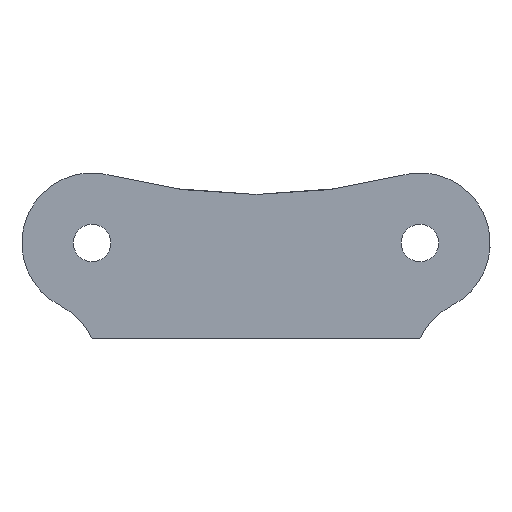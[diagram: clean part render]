
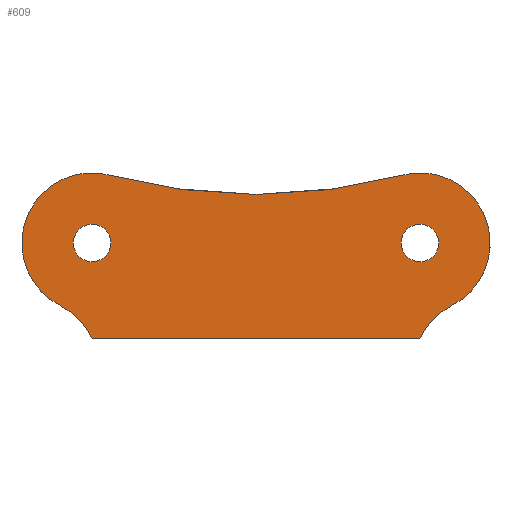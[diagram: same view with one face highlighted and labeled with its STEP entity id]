
A CAD part, left-side view. The second image highlights one B-rep face of the part: STEP entity #609.
In plain terms, the highlighted planar face has unit normal (-1, 0, 0).
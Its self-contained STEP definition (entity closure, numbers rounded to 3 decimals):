
#2=CARTESIAN_POINT('',(-65.,-35.,-15.));
#3=DIRECTION('',(1.,0.,0.));
#4=DIRECTION('',(0.,0.259,0.966));
#5=AXIS2_PLACEMENT_3D('',#2,#3,#4);
#7=DIRECTION('',(0.,1.,0.));
#8=VECTOR('',#7,70.);
#9=CARTESIAN_POINT('',(-65.,-35.,-35.475));
#10=LINE('',#9,#8);
#11=CARTESIAN_POINT('',(-65.,35.,-15.));
#12=DIRECTION('',(1.,0.,0.));
#13=DIRECTION('',(0.,0.455,-0.891));
#14=AXIS2_PLACEMENT_3D('',#11,#12,#13);
#16=CARTESIAN_POINT('',(-65.,0.,115.384));
#17=DIRECTION('',(-1.,0.,0.));
#18=DIRECTION('',(0.,0.259,-0.966));
#19=AXIS2_PLACEMENT_3D('',#16,#17,#18);
#21=CARTESIAN_POINT('',(-65.,35.,-15.));
#22=DIRECTION('',(1.,0.,0.));
#23=DIRECTION('',(0.,0.,-1.));
#24=AXIS2_PLACEMENT_3D('',#21,#22,#23);
#26=CARTESIAN_POINT('',(-65.,35.,-15.));
#27=DIRECTION('',(1.,0.,0.));
#28=DIRECTION('',(0.,0.,1.));
#29=AXIS2_PLACEMENT_3D('',#26,#27,#28);
#31=CARTESIAN_POINT('',(-65.,-35.,-15.));
#32=DIRECTION('',(1.,0.,0.));
#33=DIRECTION('',(0.,0.,-1.));
#34=AXIS2_PLACEMENT_3D('',#31,#32,#33);
#36=CARTESIAN_POINT('',(-65.,-35.,-15.));
#37=DIRECTION('',(1.,0.,0.));
#38=DIRECTION('',(0.,0.,1.));
#39=AXIS2_PLACEMENT_3D('',#36,#37,#38);
#209=CARTESIAN_POINT('',(-65.,48.638,-41.721));
#210=DIRECTION('',(1.,0.,0.));
#211=DIRECTION('',(0.,-0.455,0.891));
#212=AXIS2_PLACEMENT_3D('',#209,#210,#211);
#272=CARTESIAN_POINT('',(-65.,-48.638,-41.721));
#273=DIRECTION('',(1.,0.,0.));
#274=DIRECTION('',(0.,0.909,0.416));
#275=AXIS2_PLACEMENT_3D('',#272,#273,#274);
#476=CARTESIAN_POINT('',(-65.,31.111,-0.513));
#477=CARTESIAN_POINT('',(-65.,-31.111,-0.513));
#478=VERTEX_POINT('',#476);
#479=VERTEX_POINT('',#477);
#484=CARTESIAN_POINT('',(-65.,-35.,-35.475));
#485=CARTESIAN_POINT('',(-65.,35.,-35.475));
#486=VERTEX_POINT('',#484);
#487=VERTEX_POINT('',#485);
#506=CARTESIAN_POINT('',(-65.,41.819,-28.36));
#507=VERTEX_POINT('',#506);
#508=CARTESIAN_POINT('',(-65.,-41.819,-28.36));
#509=VERTEX_POINT('',#508);
#570=CARTESIAN_POINT('',(-65.,35.,-19.));
#571=VERTEX_POINT('',#570);
#572=CARTESIAN_POINT('',(-65.,35.,-11.));
#573=VERTEX_POINT('',#572);
#574=CARTESIAN_POINT('',(-65.,-35.,-19.));
#575=VERTEX_POINT('',#574);
#576=CARTESIAN_POINT('',(-65.,-35.,-11.));
#577=VERTEX_POINT('',#576);
#578=CARTESIAN_POINT('',(-65.,0.,0.));
#579=DIRECTION('',(1.,0.,0.));
#580=DIRECTION('',(0.,0.,-1.));
#581=AXIS2_PLACEMENT_3D('',#578,#579,#580);
#582=PLANE('',#581);
#584=ORIENTED_EDGE('',*,*,#583,.T.);
#586=ORIENTED_EDGE('',*,*,#585,.F.);
#588=ORIENTED_EDGE('',*,*,#587,.T.);
#590=ORIENTED_EDGE('',*,*,#589,.F.);
#592=ORIENTED_EDGE('',*,*,#591,.T.);
#594=ORIENTED_EDGE('',*,*,#593,.T.);
#595=EDGE_LOOP('',(#584,#586,#588,#590,#592,#594));
#596=FACE_OUTER_BOUND('',#595,.F.);
#598=ORIENTED_EDGE('',*,*,#597,.F.);
#600=ORIENTED_EDGE('',*,*,#599,.F.);
#601=EDGE_LOOP('',(#598,#600));
#602=FACE_BOUND('',#601,.F.);
#604=ORIENTED_EDGE('',*,*,#603,.F.);
#606=ORIENTED_EDGE('',*,*,#605,.F.);
#607=EDGE_LOOP('',(#604,#606));
#608=FACE_BOUND('',#607,.F.);
#609=ADVANCED_FACE('',(#596,#602,#608),#582,.F.);
#6=CIRCLE('',#5,15.);
#15=CIRCLE('',#14,15.);
#20=CIRCLE('',#19,120.);
#25=CIRCLE('',#24,4.);
#30=CIRCLE('',#29,4.);
#35=CIRCLE('',#34,4.);
#40=CIRCLE('',#39,4.);
#213=CIRCLE('',#212,15.);
#276=CIRCLE('',#275,15.);
#583=EDGE_CURVE('',#479,#509,#6,.T.);
#585=EDGE_CURVE('',#486,#509,#276,.T.);
#587=EDGE_CURVE('',#486,#487,#10,.T.);
#589=EDGE_CURVE('',#507,#487,#213,.T.);
#591=EDGE_CURVE('',#507,#478,#15,.T.);
#593=EDGE_CURVE('',#478,#479,#20,.T.);
#597=EDGE_CURVE('',#571,#573,#25,.T.);
#599=EDGE_CURVE('',#573,#571,#30,.T.);
#603=EDGE_CURVE('',#575,#577,#35,.T.);
#605=EDGE_CURVE('',#577,#575,#40,.T.);
